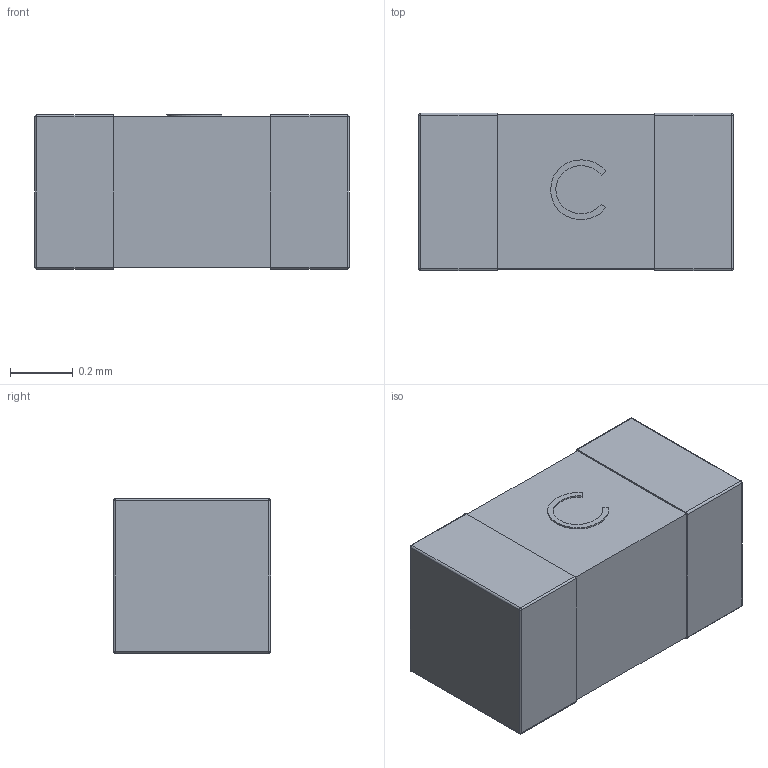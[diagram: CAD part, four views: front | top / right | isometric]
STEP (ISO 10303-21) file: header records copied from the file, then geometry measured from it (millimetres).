
FILE_DESCRIPTION (( 'STEP AP214' ), '1' );
FILE_NAME ('User Library-User Library-cap0402_cap0402_body.STEP', '2021-11-18T00:33:00', ( '' ), ( '' ), 'SwSTEP 2.0', 'SolidWorks 2021', '' );
FILE_SCHEMA (( 'AUTOMOTIVE_DESIGN' ));
Length unit declared in the file: millimetre
Products named in the file (1): User Library-User Library-cap0402_cap0402_body
Bounding box: 1 x 0.5 x 0.49 mm (x, y, z)
Volume: 0.2 mm3; surface area: 2.5 mm2
Topology: 1 solids, 1 shells, 52 faces, 125 edges, 70 vertices
Faces by surface type: plane 19, cylinder 16, bspline 9, sphere 8
Entity records: 2309 total; most frequent: CARTESIAN_POINT 849, ORIENTED_EDGE 234, DIRECTION 219, EDGE_CURVE 117, AXIS2_PLACEMENT_3D 76, VERTEX_POINT 70, VECTOR 67, LINE 67
